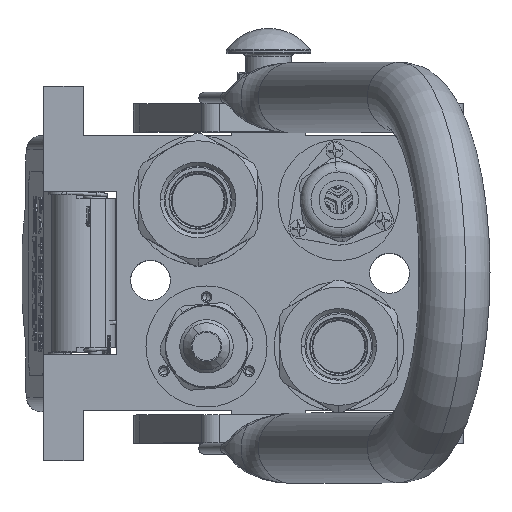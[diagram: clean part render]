
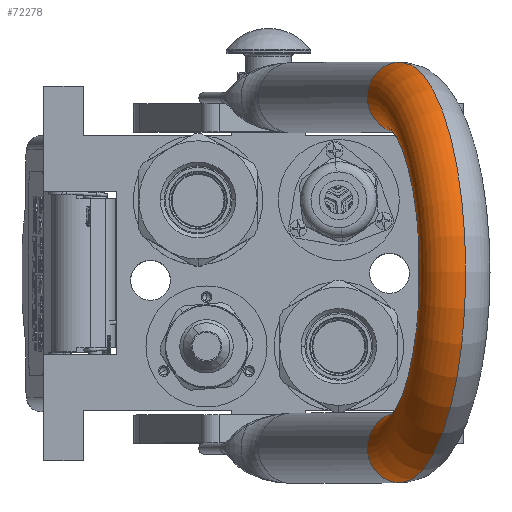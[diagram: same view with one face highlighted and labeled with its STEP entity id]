
A CAD part, top view. The second image highlights one B-rep face of the part: STEP entity #72278.
In plain terms, the highlighted toroidal (fillet/blend) face has major radius 62.25 mm and minor radius 12.5 mm.
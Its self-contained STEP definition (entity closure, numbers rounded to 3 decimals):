
#4497 = DIRECTION ( 'NONE',  ( 0., 1., 0. ) ) ;
#6194 = AXIS2_PLACEMENT_3D ( 'NONE', #39223, #119789, #52643 ) ;
#7099 = VERTEX_POINT ( 'NONE', #95208 ) ;
#10466 = CARTESIAN_POINT ( 'NONE',  ( 49.75, 0., 125.25 ) ) ;
#11349 = CARTESIAN_POINT ( 'NONE',  ( -74.75, 0., 125.25 ) ) ;
#13926 = DIRECTION ( 'NONE',  ( 1., 0., 0. ) ) ;
#16237 = DIRECTION ( 'NONE',  ( 1., 0., 0. ) ) ;
#30952 = DIRECTION ( 'NONE',  ( 0., 1., 0. ) ) ;
#39223 = CARTESIAN_POINT ( 'NONE',  ( -62.25, 0., 125.25 ) ) ;
#44215 = DIRECTION ( 'NONE',  ( 0., 0., -1. ) ) ;
#44990 = CARTESIAN_POINT ( 'NONE',  ( 0., 0., 125.25 ) ) ;
#45575 = DIRECTION ( 'NONE',  ( -1., 0., 0. ) ) ;
#51321 = VERTEX_POINT ( 'NONE', #10466 ) ;
#52643 = DIRECTION ( 'NONE',  ( -1., 0., 0. ) ) ;
#63077 = CARTESIAN_POINT ( 'NONE',  ( 0., 0., 125.25 ) ) ;
#68762 = CARTESIAN_POINT ( 'NONE',  ( 62.25, 0., 125.25 ) ) ;
#72278 = ADVANCED_FACE ( 'NONE', ( #87598 ), #146011, .T. ) ;
#79196 = CIRCLE ( 'NONE', #6194, 12.5 ) ;
#87598 = FACE_OUTER_BOUND ( 'NONE', #115564, .T. ) ;
#90694 = AXIS2_PLACEMENT_3D ( 'NONE', #68762, #44215, #16237 ) ;
#91548 = CIRCLE ( 'NONE', #129503, 49.75 ) ;
#95208 = CARTESIAN_POINT ( 'NONE',  ( 74.75, 0., 125.25 ) ) ;
#97200 = CIRCLE ( 'NONE', #90694, 12.5 ) ;
#100453 = ORIENTED_EDGE ( 'NONE', *, *, #139191, .T. ) ;
#102233 = CIRCLE ( 'NONE', #147787, 74.75 ) ;
#105014 = ORIENTED_EDGE ( 'NONE', *, *, #120337, .F. ) ;
#106422 = CARTESIAN_POINT ( 'NONE',  ( -49.75, 0., 125.25 ) ) ;
#110702 = CARTESIAN_POINT ( 'NONE',  ( 0., 0., 125.25 ) ) ;
#115564 = EDGE_LOOP ( 'NONE', ( #154790, #118329, #105014, #100453 ) ) ;
#118011 = VERTEX_POINT ( 'NONE', #11349 ) ;
#118329 = ORIENTED_EDGE ( 'NONE', *, *, #162967, .F. ) ;
#119789 = DIRECTION ( 'NONE',  ( 0., 0., 1. ) ) ;
#120337 = EDGE_CURVE ( 'NONE', #118011, #7099, #102233, .T. ) ;
#125366 = DIRECTION ( 'NONE',  ( -1., 0., 0. ) ) ;
#125948 = VERTEX_POINT ( 'NONE', #106422 ) ;
#129503 = AXIS2_PLACEMENT_3D ( 'NONE', #44990, #30952, #45575 ) ;
#139191 = EDGE_CURVE ( 'NONE', #118011, #125948, #79196, .T. ) ;
#146011 = TOROIDAL_SURFACE ( 'NONE', #163053, 62.25, 12.5 ) ;
#147787 = AXIS2_PLACEMENT_3D ( 'NONE', #110702, #4497, #125366 ) ;
#154790 = ORIENTED_EDGE ( 'NONE', *, *, #170054, .T. ) ;
#162967 = EDGE_CURVE ( 'NONE', #7099, #51321, #97200, .T. ) ;
#163053 = AXIS2_PLACEMENT_3D ( 'NONE', #63077, #172640, #13926 ) ;
#170054 = EDGE_CURVE ( 'NONE', #125948, #51321, #91548, .T. ) ;
#172640 = DIRECTION ( 'NONE',  ( 0., 1., 0. ) ) ;
